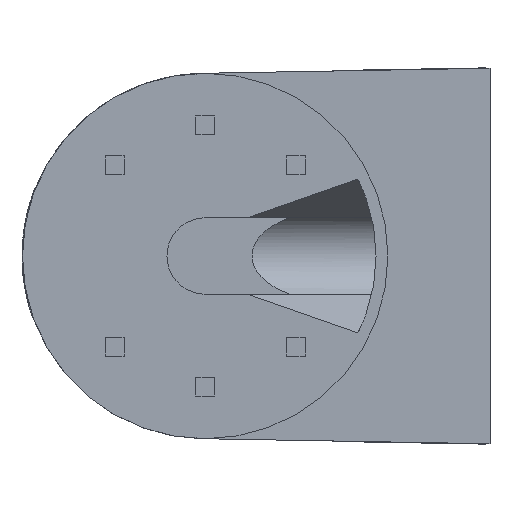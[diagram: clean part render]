
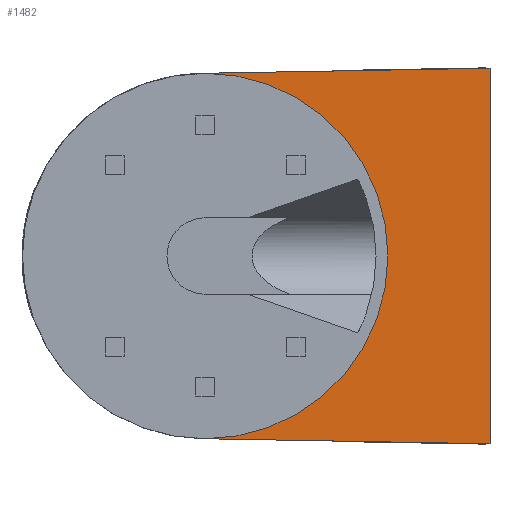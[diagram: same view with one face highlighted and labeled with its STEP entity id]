
A CAD part, front view. The second image highlights one B-rep face of the part: STEP entity #1482.
In plain terms, the highlighted planar face has unit normal (0, -1, 0).
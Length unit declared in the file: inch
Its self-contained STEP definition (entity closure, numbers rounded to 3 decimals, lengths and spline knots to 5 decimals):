
#666 = EDGE_CURVE ( 'NONE', #15718, #3948, #8368, .T. ) ;
#1482 = ADVANCED_FACE ( 'NONE', ( #8340 ), #16326, .F. ) ;
#1697 = CARTESIAN_POINT ( 'NONE',  ( -2.38858, 0.01969, 3.07261 ) ) ;
#1921 = AXIS2_PLACEMENT_3D ( 'NONE', #5015, #7082, #13488 ) ;
#2708 = CARTESIAN_POINT ( 'NONE',  ( -2.3622, 0.01969, 1.55709 ) ) ;
#3438 = VERTEX_POINT ( 'NONE', #18242 ) ;
#3948 = VERTEX_POINT ( 'NONE', #7881 ) ;
#4775 = VERTEX_POINT ( 'NONE', #26659 ) ;
#5015 = CARTESIAN_POINT ( 'NONE',  ( -2.3622, 0.01969, 1.55709 ) ) ;
#5039 = EDGE_LOOP ( 'NONE', ( #21460, #7520, #21586, #25249, #16530, #16303 ) ) ;
#6092 = DIRECTION ( 'NONE',  ( 0., -1., 0. ) ) ;
#6136 = DIRECTION ( 'NONE',  ( 0., 1., 0. ) ) ;
#7028 = LINE ( 'NONE', #13946, #20838 ) ;
#7082 = DIRECTION ( 'NONE',  ( 0., -1., 0. ) ) ;
#7520 = ORIENTED_EDGE ( 'NONE', *, *, #17639, .F. ) ;
#7881 = CARTESIAN_POINT ( 'NONE',  ( 0., 0.01969, 3.11417 ) ) ;
#8340 = FACE_OUTER_BOUND ( 'NONE', #5039, .T. ) ;
#8368 = LINE ( 'NONE', #23889, #20472 ) ;
#8482 = CARTESIAN_POINT ( 'NONE',  ( -1.0191, 0.01969, 1.55709 ) ) ;
#10047 = VERTEX_POINT ( 'NONE', #25018 ) ;
#10853 = EDGE_CURVE ( 'NONE', #3438, #15718, #12377, .T. ) ;
#11256 = DIRECTION ( 'NONE',  ( 0., -1., 0. ) ) ;
#12377 = CIRCLE ( 'NONE', #22485, 1.51575 ) ;
#12800 = CIRCLE ( 'NONE', #20230, 1.51575 ) ;
#13173 = EDGE_CURVE ( 'NONE', #4775, #24976, #27396, .T. ) ;
#13488 = DIRECTION ( 'NONE',  ( 0., 0., 1. ) ) ;
#13675 = DIRECTION ( 'NONE',  ( 0., 0., -1. ) ) ;
#13946 = CARTESIAN_POINT ( 'NONE',  ( 0., 0.01969, 1.55709 ) ) ;
#15718 = VERTEX_POINT ( 'NONE', #1697 ) ;
#15751 = EDGE_CURVE ( 'NONE', #24976, #10047, #12800, .T. ) ;
#16303 = ORIENTED_EDGE ( 'NONE', *, *, #15751, .F. ) ;
#16326 = PLANE ( 'NONE',  #21737 ) ;
#16530 = ORIENTED_EDGE ( 'NONE', *, *, #17913, .F. ) ;
#17417 = DIRECTION ( 'NONE',  ( 1., 0., 0.017 ) ) ;
#17639 = EDGE_CURVE ( 'NONE', #3948, #4775, #7028, .T. ) ;
#17913 = EDGE_CURVE ( 'NONE', #10047, #3438, #27195, .T. ) ;
#18242 = CARTESIAN_POINT ( 'NONE',  ( -2.3622, 0.01969, 3.07283 ) ) ;
#19874 = DIRECTION ( 'NONE',  ( -1., 0., 0.017 ) ) ;
#20073 = CARTESIAN_POINT ( 'NONE',  ( -2.38858, 0.01969, 0.04157 ) ) ;
#20230 = AXIS2_PLACEMENT_3D ( 'NONE', #23383, #6092, #21210 ) ;
#20472 = VECTOR ( 'NONE', #17417, 39.37008 ) ;
#20838 = VECTOR ( 'NONE', #13675, 39.37008 ) ;
#21066 = DIRECTION ( 'NONE',  ( 0., 0., 1. ) ) ;
#21210 = DIRECTION ( 'NONE',  ( 0., 0., 1. ) ) ;
#21460 = ORIENTED_EDGE ( 'NONE', *, *, #13173, .F. ) ;
#21461 = DIRECTION ( 'NONE',  ( 0., 0., 1. ) ) ;
#21586 = ORIENTED_EDGE ( 'NONE', *, *, #666, .F. ) ;
#21654 = VECTOR ( 'NONE', #19874, 39.37008 ) ;
#21737 = AXIS2_PLACEMENT_3D ( 'NONE', #8482, #6136, #21066 ) ;
#22485 = AXIS2_PLACEMENT_3D ( 'NONE', #2708, #11256, #21461 ) ;
#23383 = CARTESIAN_POINT ( 'NONE',  ( -2.3622, 0.01969, 1.55709 ) ) ;
#23889 = CARTESIAN_POINT ( 'NONE',  ( 0., 0.01969, 3.11417 ) ) ;
#24976 = VERTEX_POINT ( 'NONE', #25728 ) ;
#25018 = CARTESIAN_POINT ( 'NONE',  ( -2.3622, 0.01969, 0.04134 ) ) ;
#25249 = ORIENTED_EDGE ( 'NONE', *, *, #10853, .F. ) ;
#25728 = CARTESIAN_POINT ( 'NONE',  ( -2.38858, 0.01969, 0.04157 ) ) ;
#26659 = CARTESIAN_POINT ( 'NONE',  ( 0., 0.01969, 0. ) ) ;
#27195 = CIRCLE ( 'NONE', #1921, 1.51575 ) ;
#27396 = LINE ( 'NONE', #20073, #21654 ) ;
